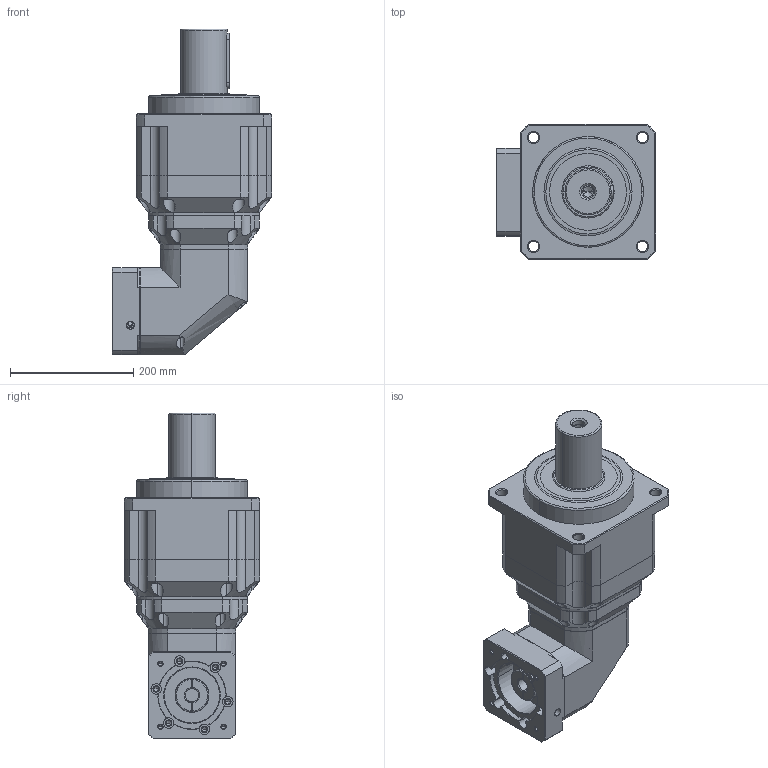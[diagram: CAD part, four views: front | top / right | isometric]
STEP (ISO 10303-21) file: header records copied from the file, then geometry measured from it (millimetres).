
FILE_DESCRIPTION (( 'STEP AP214' ), '1' );
FILE_NAME ('SBL220-L3-22-110-145M8.STEP', '2022-01-14T03:33:05', ( 'admin' ), ( '' ), 'SwSTEP 2.0', 'SolidWorks 2013', '' );
FILE_SCHEMA (( 'AUTOMOTIVE_DESIGN' ));
Length unit declared in the file: millimetre
Products named in the file (8): SB220_X2_4E007EA751859F7F5708_X0_; SB220_X2_8F9351FA7AEF_X0_; SBL220-L3-22-110-145M8; _X2_53CC8FB97EC488C5_X0_; ABR142_X2_8F9351656CD55170_X0_-_X2_03C6_X0_110-_X2_03C6_X0_145M8-28_X2_5B54_X0_ - _X2_526F672C_X0_; ABR142_X2_8F9351658F74_X0_22; SBL142_X2_58F34F53_X0_-24_X2_53CC8FB9_X0_; SB180-L2_X2_4E007EA79F7F5708_X0_
Assembly tree (7 placements, depth 3):
  SBL220-L3-22-110-145M8
    SB220_X2_8F9351FA7AEF_X0_
    SB220_X2_4E007EA751859F7F5708_X0_
    SB180-L2_X2_4E007EA79F7F5708_X0_
    SBL142_X2_58F34F53_X0_-24_X2_53CC8FB9_X0_
    _X2_53CC8FB97EC488C5_X0_
      ABR142_X2_8F9351658F74_X0_22
      ABR142_X2_8F9351656CD55170_X0_-_X2_03C6_X0_110-_X2_03C6_X0_145M8-28_X2_5B54_X0_ - _X2_526F672C_X0_
Bounding box: 259 x 220 x 529.4 mm (x, y, z)
Volume: 11980952.8 mm3; surface area: 769975.3 mm2
Topology: 9 solids, 9 shells, 821 faces, 2049 edges, 1263 vertices
Faces by surface type: cylinder 355, plane 275, cone 149, bspline 42
Entity records: 41334 total; most frequent: CARTESIAN_POINT 12931, ORIENTED_EDGE 3982, DIRECTION 3939, EDGE_CURVE 1991, AXIS2_PLACEMENT_3D 1519, VERTEX_POINT 1263, EDGE_LOOP 960, LINE 901
